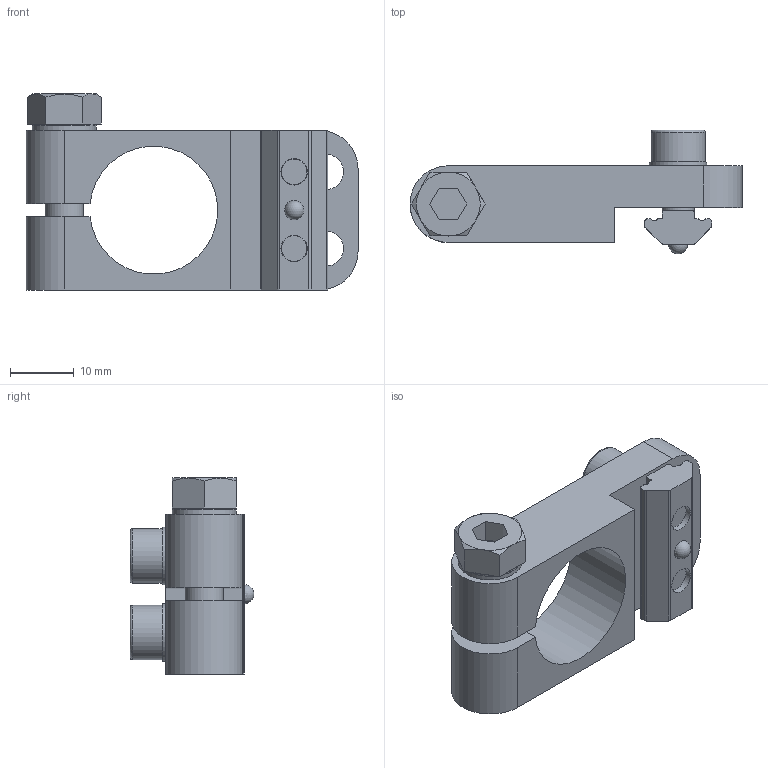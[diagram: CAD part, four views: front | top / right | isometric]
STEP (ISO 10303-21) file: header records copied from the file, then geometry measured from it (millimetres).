
FILE_DESCRIPTION(/* description */ (''),/* implementation_level */ '2;1');
FILE_NAME(/* name */ 'GR02.003A.stp',/* time_stamp */ '2016-11-02T13:43:09+01:00',/* author */ ('DFloßmann'),/* organization */ (''),/* preprocessor_version */ 'ST-DEVELOPER v16.5',/* originating_system */ 'Autodesk Inventor 2017',/* authorisation */ '');
FILE_SCHEMA (('AUTOMOTIVE_DESIGN { 1 0 10303 214 3 1 1 }'));
Length unit declared in the file: millimetre
Products named in the file (7): GR02.003A; GR02.003-1; GR01.092A; Schnorr S5; Schnorr S6; DIN912-M5x12; I-A 6kt M6x20
Assembly tree (8 placements, depth 2):
  GR02.003A
    GR02.003-1
    GR01.092A
    Schnorr S5  x2
    Schnorr S6
    DIN912-M5x12  x2
    I-A 6kt M6x20
Bounding box: 52 x 19.39 x 30.7 mm (x, y, z)
Volume: 9919.2 mm3; surface area: 7643.4 mm2
Topology: 8 solids, 8 shells, 128 faces, 307 edges, 200 vertices
Faces by surface type: plane 75, cylinder 41, cone 9, torus 2, sphere 1
Full cylindrical faces by diameter (mm): 4.134 x2, 4.917 x1, 5 x2, 5.3 x2, 6 x1, 6.4 x1, 6.5 x1, 8.5 x2, 9 x2, 10 x2
Entity records: 3372 total; most frequent: DIRECTION 577, CARTESIAN_POINT 571, ORIENTED_EDGE 500, EDGE_CURVE 250, AXIS2_PLACEMENT_3D 214, VERTEX_POINT 172, LINE 149, VECTOR 149
